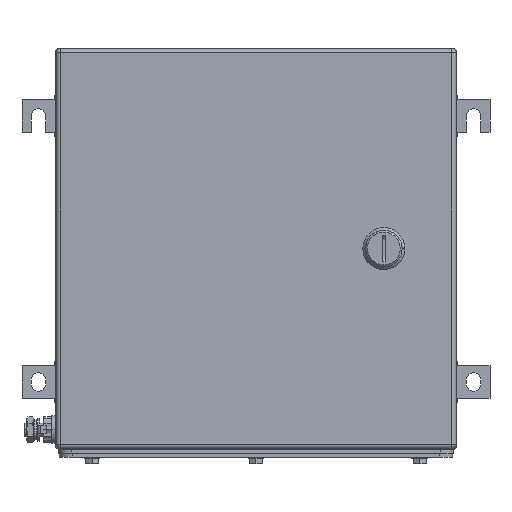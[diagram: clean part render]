
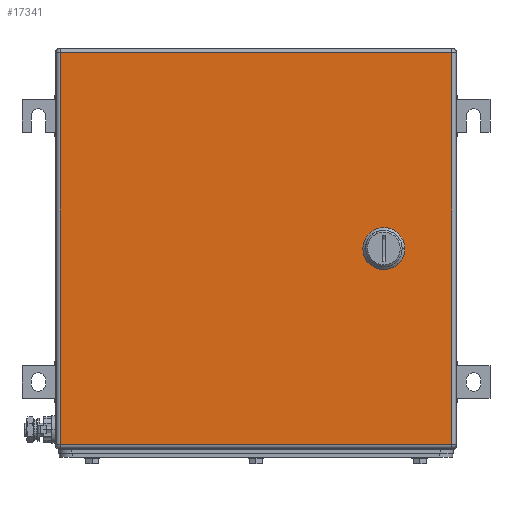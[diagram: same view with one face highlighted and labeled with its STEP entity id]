
A CAD part, top view. The second image highlights one B-rep face of the part: STEP entity #17341.
In plain terms, the highlighted planar face has unit normal (0, 0, 1).
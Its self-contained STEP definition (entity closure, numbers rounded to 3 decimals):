
#16369=AXIS2_PLACEMENT_3D('Circle Axis2P3D',#16367,#16368,$) ;
#16417=AXIS2_PLACEMENT_3D('Circle Axis2P3D',#16415,#16416,$) ;
#16436=AXIS2_PLACEMENT_3D('Circle Axis2P3D',#16434,#16435,$) ;
#17310=AXIS2_PLACEMENT_3D('Circle Axis2P3D',#17308,#17309,$) ;
#17323=AXIS2_PLACEMENT_3D('Plane Axis2P3D',#17320,#17321,#17322) ;
#16228=CARTESIAN_POINT('Vertex',(286.05,158.944,153.5)) ;
#16231=CARTESIAN_POINT('Line Origine',(286.05,164.,153.5)) ;
#16235=CARTESIAN_POINT('Vertex',(286.05,169.056,153.5)) ;
#16364=CARTESIAN_POINT('Vertex',(281.056,153.95,153.5)) ;
#16367=CARTESIAN_POINT('Axis2P3D Location',(276.,164.,153.5)) ;
#16388=CARTESIAN_POINT('Vertex',(270.944,153.95,153.5)) ;
#16391=CARTESIAN_POINT('Line Origine',(276.,153.95,153.5)) ;
#16412=CARTESIAN_POINT('Vertex',(265.95,158.944,153.5)) ;
#16415=CARTESIAN_POINT('Axis2P3D Location',(276.,164.,153.5)) ;
#16431=CARTESIAN_POINT('Vertex',(270.944,174.05,153.5)) ;
#16434=CARTESIAN_POINT('Axis2P3D Location',(276.,164.,153.5)) ;
#16438=CARTESIAN_POINT('Vertex',(265.95,169.056,153.5)) ;
#16462=CARTESIAN_POINT('Vertex',(328.,313.5,153.5)) ;
#16478=CARTESIAN_POINT('Vertex',(29.,313.5,153.5)) ;
#16481=CARTESIAN_POINT('Line Origine',(176.4,313.5,153.5)) ;
#16516=CARTESIAN_POINT('Vertex',(29.,14.5,153.5)) ;
#16519=CARTESIAN_POINT('Line Origine',(29.,164.,153.5)) ;
#16554=CARTESIAN_POINT('Vertex',(328.,14.5,153.5)) ;
#16557=CARTESIAN_POINT('Line Origine',(178.5,14.5,153.5)) ;
#16593=CARTESIAN_POINT('Line Origine',(328.,164.,153.5)) ;
#17228=CARTESIAN_POINT('Vertex',(281.056,174.05,153.5)) ;
#17231=CARTESIAN_POINT('Line Origine',(276.,174.05,153.5)) ;
#17248=CARTESIAN_POINT('Line Origine',(265.95,164.,153.5)) ;
#17308=CARTESIAN_POINT('Axis2P3D Location',(276.,164.,153.5)) ;
#17320=CARTESIAN_POINT('Axis2P3D Location',(178.5,164.,153.5)) ;
#16232=DIRECTION('Vector Direction',(0.,-1.,0.)) ;
#16368=DIRECTION('Axis2P3D Direction',(0.,0.,1.)) ;
#16392=DIRECTION('Vector Direction',(1.,0.,0.)) ;
#16416=DIRECTION('Axis2P3D Direction',(0.,0.,1.)) ;
#16435=DIRECTION('Axis2P3D Direction',(0.,0.,1.)) ;
#16482=DIRECTION('Vector Direction',(1.,0.,0.)) ;
#16520=DIRECTION('Vector Direction',(0.,-1.,0.)) ;
#16558=DIRECTION('Vector Direction',(1.,0.,0.)) ;
#16594=DIRECTION('Vector Direction',(0.,1.,0.)) ;
#17232=DIRECTION('Vector Direction',(1.,0.,0.)) ;
#17249=DIRECTION('Vector Direction',(0.,1.,0.)) ;
#17309=DIRECTION('Axis2P3D Direction',(0.,0.,1.)) ;
#17321=DIRECTION('Axis2P3D Direction',(0.,0.,1.)) ;
#17322=DIRECTION('Axis2P3D XDirection',(1.,0.,0.)) ;
#16233=VECTOR('Line Direction',#16232,1.) ;
#16393=VECTOR('Line Direction',#16392,1.) ;
#16483=VECTOR('Line Direction',#16482,1.) ;
#16521=VECTOR('Line Direction',#16520,1.) ;
#16559=VECTOR('Line Direction',#16558,1.) ;
#16595=VECTOR('Line Direction',#16594,1.) ;
#17233=VECTOR('Line Direction',#17232,1.) ;
#17250=VECTOR('Line Direction',#17249,1.) ;
#17326=ORIENTED_EDGE('',*,*,#16485,.T.) ;
#17327=ORIENTED_EDGE('',*,*,#16523,.T.) ;
#17328=ORIENTED_EDGE('',*,*,#16561,.T.) ;
#17329=ORIENTED_EDGE('',*,*,#16597,.T.) ;
#17332=ORIENTED_EDGE('',*,*,#16371,.F.) ;
#17333=ORIENTED_EDGE('',*,*,#16395,.F.) ;
#17334=ORIENTED_EDGE('',*,*,#16419,.F.) ;
#17335=ORIENTED_EDGE('',*,*,#17252,.T.) ;
#17336=ORIENTED_EDGE('',*,*,#16440,.F.) ;
#17337=ORIENTED_EDGE('',*,*,#17235,.T.) ;
#17338=ORIENTED_EDGE('',*,*,#17312,.F.) ;
#17339=ORIENTED_EDGE('',*,*,#16237,.T.) ;
#17340=FACE_BOUND('',#17331,.T.) ;
#17341=ADVANCED_FACE('1200020000.2\\ZUB_KTB_QL_303015_1GP_AllCATPart.2\\ZUB_DE_KTB_QL.1\\DE_KTB_MH_PART_MASTER.1\\Koerper.2',(#17330,#17340),#17324,.T.) ;
#16370=CIRCLE('generated circle',#16369,11.25) ;
#16418=CIRCLE('generated circle',#16417,11.25) ;
#16437=CIRCLE('generated circle',#16436,11.25) ;
#17311=CIRCLE('generated circle',#17310,11.25) ;
#16237=EDGE_CURVE('',#16236,#16229,#16234,.T.) ;
#16371=EDGE_CURVE('',#16365,#16229,#16370,.T.) ;
#16395=EDGE_CURVE('',#16389,#16365,#16394,.T.) ;
#16419=EDGE_CURVE('',#16413,#16389,#16418,.T.) ;
#16440=EDGE_CURVE('',#16432,#16439,#16437,.T.) ;
#16485=EDGE_CURVE('',#16463,#16479,#16484,.F.) ;
#16523=EDGE_CURVE('',#16479,#16517,#16522,.T.) ;
#16561=EDGE_CURVE('',#16517,#16555,#16560,.T.) ;
#16597=EDGE_CURVE('',#16555,#16463,#16596,.T.) ;
#17235=EDGE_CURVE('',#16432,#17229,#17234,.T.) ;
#17252=EDGE_CURVE('',#16413,#16439,#17251,.T.) ;
#17312=EDGE_CURVE('',#16236,#17229,#17311,.T.) ;
#17325=EDGE_LOOP('',(#17326,#17327,#17328,#17329)) ;
#17331=EDGE_LOOP('',(#17332,#17333,#17334,#17335,#17336,#17337,#17338,#17339)) ;
#17330=FACE_OUTER_BOUND('',#17325,.T.) ;
#16234=LINE('Line',#16231,#16233) ;
#16394=LINE('Line',#16391,#16393) ;
#16484=LINE('Line',#16481,#16483) ;
#16522=LINE('Line',#16519,#16521) ;
#16560=LINE('Line',#16557,#16559) ;
#16596=LINE('Line',#16593,#16595) ;
#17234=LINE('Line',#17231,#17233) ;
#17251=LINE('Line',#17248,#17250) ;
#17324=PLANE('',#17323) ;
#16229=VERTEX_POINT('',#16228) ;
#16236=VERTEX_POINT('',#16235) ;
#16365=VERTEX_POINT('',#16364) ;
#16389=VERTEX_POINT('',#16388) ;
#16413=VERTEX_POINT('',#16412) ;
#16432=VERTEX_POINT('',#16431) ;
#16439=VERTEX_POINT('',#16438) ;
#16463=VERTEX_POINT('',#16462) ;
#16479=VERTEX_POINT('',#16478) ;
#16517=VERTEX_POINT('',#16516) ;
#16555=VERTEX_POINT('',#16554) ;
#17229=VERTEX_POINT('',#17228) ;
